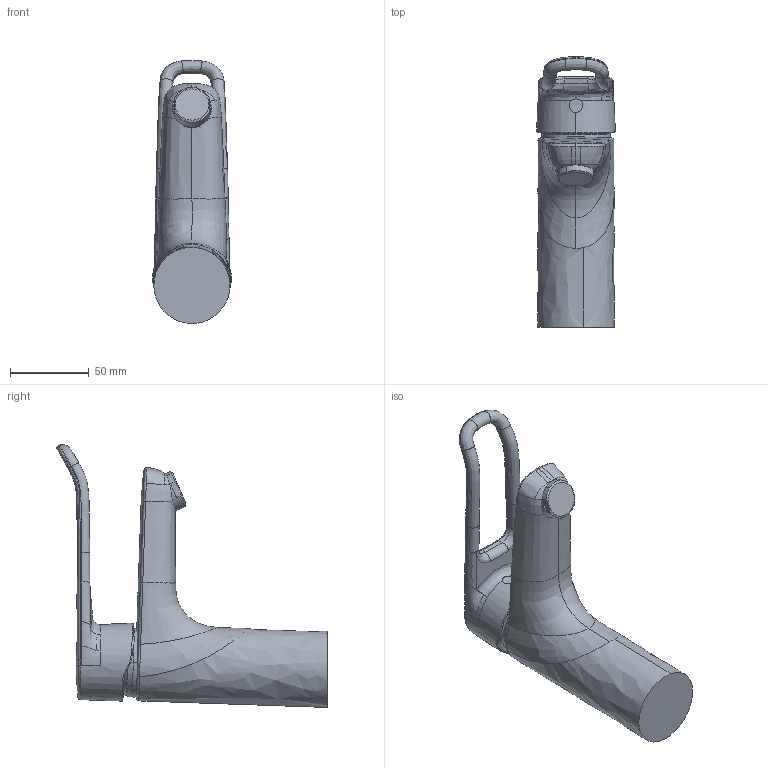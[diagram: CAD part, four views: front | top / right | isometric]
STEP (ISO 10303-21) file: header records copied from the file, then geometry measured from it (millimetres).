
FILE_DESCRIPTION (( 'STEP AP203' ), '1' );
FILE_NAME ('5611FZ(2023)+5621FZ(2023)+45252209(2023)+45252219(2023).STEP', '2023-02-10T08:21:14', ( '' ), ( '' ), 'SwSTEP 2.0', 'SolidWorks 2016', '' );
FILE_SCHEMA (( 'CONFIG_CONTROL_DESIGN' ));
Length unit declared in the file: millimetre
Products named in the file (1): 5611FZ(2023)+5621FZ(2023)+45252209(2023)+45252219(2023)
Bounding box: 49.76 x 171.16 x 166.49 mm (x, y, z)
Volume: 390136.6 mm3; surface area: 47004 mm2
Topology: 1 solids, 1 shells, 153 faces, 389 edges, 242 vertices
Faces by surface type: bspline 118, plane 19, cylinder 12, sphere 2, cone 2
Entity records: 29704 total; most frequent: CARTESIAN_POINT 26938, ORIENTED_EDGE 778, EDGE_CURVE 389, B_SPLINE_CURVE_WITH_KNOTS 298, VERTEX_POINT 242, DIRECTION 190, EDGE_LOOP 159, ADVANCED_FACE 153
